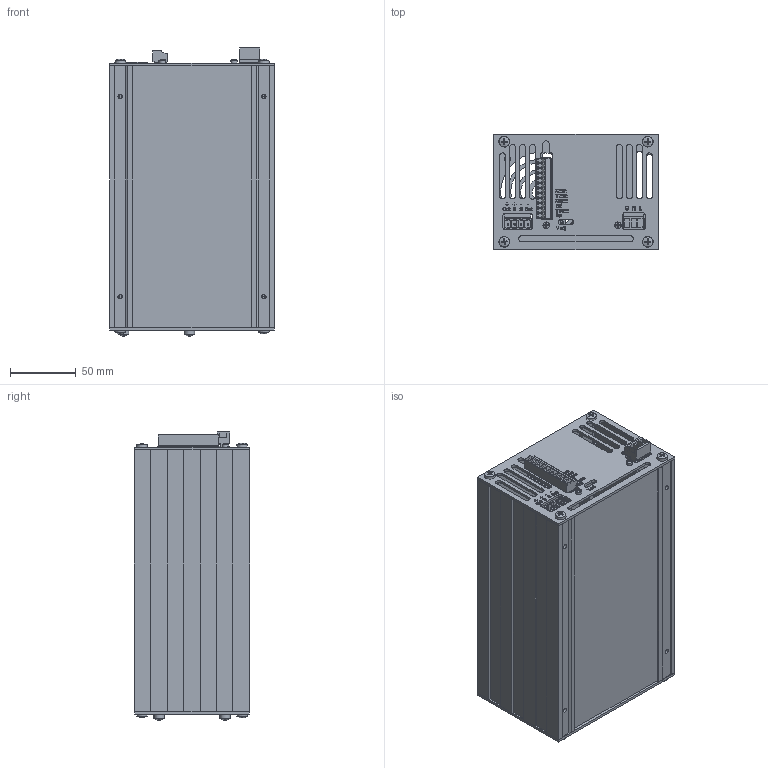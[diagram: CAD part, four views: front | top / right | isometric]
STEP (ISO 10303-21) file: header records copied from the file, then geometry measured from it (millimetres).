
FILE_DESCRIPTION((''),'2;1');
FILE_NAME('LM8A 5-10-12.stp','2012-05-10T09:47:40',('JDietsch'),(''),'Autodesk Inventor 2013','Autodesk Inventor 2013','');
FILE_SCHEMA(('AUTOMOTIVE_DESIGN { 1 0 10303 214 1 1 1 1 }'));
Length unit declared in the file: inch
Products named in the file (16): LM8 Case.iam (no feet); E300-xx LM8 Left side; E300-xx M8 Right side; E5600-xx Cover Front B; E5600-48 Cover Rear A; M8 sreen generic; header_5.08mm_3pl_90; header_5.08mm_4pl_90; header_3.81mm_12pl_90; RES TRIM 50K 15TURN; Cross Recessed Pan Head Tapping Screw - Type F - Type I 8-32 UNC - 0.75; Cross Recessed Fillister Head Tapping Screw - Type B - Type I No. 10 - 16 - 1/2; Cross Recessed Fillister Head Machine Screw - Type II - Inch No. 4 - 48 - 1/4; plug_3.81mm_12pl; plug_5.08mm_3pl; plug_5.08mm_4pl
Assembly tree (27 placements, depth 2):
  LM8 Case.iam (no feet)
    E300-xx LM8 Left side
    E300-xx M8 Right side
    E5600-xx Cover Front B
    E5600-48 Cover Rear A
    M8 sreen generic  x2
    header_5.08mm_3pl_90
    header_5.08mm_4pl_90
    header_3.81mm_12pl_90
    RES TRIM 50K 15TURN
    Cross Recessed Pan Head Tapping Screw - Type F - Type I 8-32 UNC - 0.75  x8
    Cross Recessed Fillister Head Tapping Screw - Type B - Type I No. 10 - 16 - 1/2  x4
    Cross Recessed Fillister Head Machine Screw - Type II - Inch No. 4 - 48 - 1/4  x2
    plug_3.81mm_12pl
    plug_5.08mm_3pl
    plug_5.08mm_4pl
Bounding box: 125.14 x 87.55 x 219.16 mm (x, y, z)
Volume: 249851.5 mm3; surface area: 251955.5 mm2
Topology: 27 solids, 27 shells, 3575 faces, 9806 edges, 6513 vertices
Faces by surface type: plane 2291, bspline 521, cylinder 504, cone 177, torus 68, sphere 14
Full cylindrical faces by diameter (mm): 0.508 x3, 1.2 x12, 2.286 x1, 2.8 x12, 2.845 x2, 3.251 x2, 3.302 x12, 3.9 x7, 4.166 x8, 4.2 x7, 4.75 x4, 4.765 x8, 4.826 x4, 4.953 x2, 7.95 x4, 12.7 x1
Entity records: 110427 total; most frequent: CARTESIAN_POINT 28035, ORIENTED_EDGE 17750, DIRECTION 14487, EDGE_CURVE 8875, VECTOR 6481, LINE 6481, VERTEX_POINT 5974, AXIS2_PLACEMENT_3D 4003
